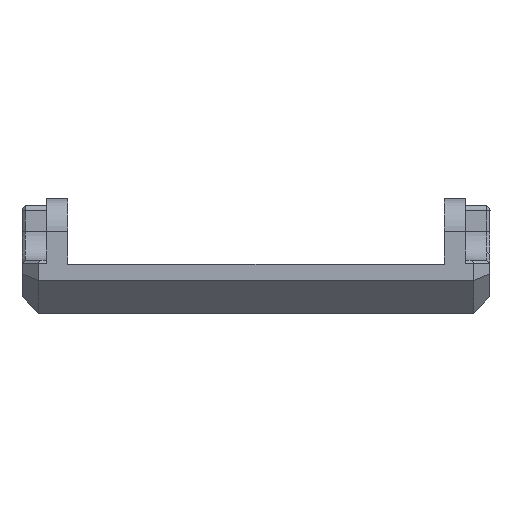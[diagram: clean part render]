
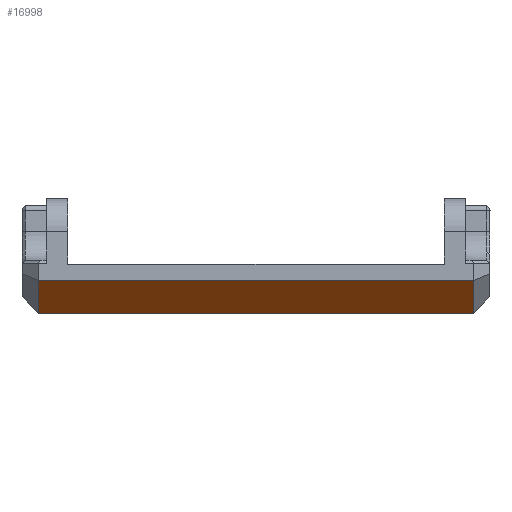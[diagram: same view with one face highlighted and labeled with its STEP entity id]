
A CAD part, front view. The second image highlights one B-rep face of the part: STEP entity #16998.
In plain terms, the highlighted planar face has unit normal (0, -0.707, -0.707).
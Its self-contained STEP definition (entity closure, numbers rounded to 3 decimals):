
#47 = LINE ( 'NONE', #12726, #6367 ) ;
#672 = AXIS2_PLACEMENT_3D ( 'NONE', #15745, #4923, #1804 ) ;
#1699 = FACE_OUTER_BOUND ( 'NONE', #7709, .T. ) ;
#1804 = DIRECTION ( 'NONE',  ( -1., 0., 0. ) ) ;
#2862 = EDGE_CURVE ( 'NONE', #19017, #6961, #18660, .T. ) ;
#3165 = CARTESIAN_POINT ( 'NONE',  ( 24.457, 82.016, 66.812 ) ) ;
#4113 = ORIENTED_EDGE ( 'NONE', *, *, #14263, .F. ) ;
#4148 = ORIENTED_EDGE ( 'NONE', *, *, #2862, .F. ) ;
#4402 = DIRECTION ( 'NONE',  ( 0., 0.707, -0.707 ) ) ;
#4609 = CARTESIAN_POINT ( 'NONE',  ( -2.143, 82.016, 66.812 ) ) ;
#4923 = DIRECTION ( 'NONE',  ( 0., -0.707, -0.707 ) ) ;
#5257 = CARTESIAN_POINT ( 'NONE',  ( 24.457, 84.016, 64.812 ) ) ;
#5842 = EDGE_CURVE ( 'NONE', #19017, #7036, #19603, .T. ) ;
#6367 = VECTOR ( 'NONE', #19084, 1000. ) ;
#6961 = VERTEX_POINT ( 'NONE', #12122 ) ;
#7036 = VERTEX_POINT ( 'NONE', #4609 ) ;
#7709 = EDGE_LOOP ( 'NONE', ( #4113, #4148, #17303, #9233 ) ) ;
#8458 = CARTESIAN_POINT ( 'NONE',  ( 24.457, 82.016, 66.812 ) ) ;
#9233 = ORIENTED_EDGE ( 'NONE', *, *, #18302, .F. ) ;
#10248 = LINE ( 'NONE', #5257, #14771 ) ;
#12122 = CARTESIAN_POINT ( 'NONE',  ( 24.457, 84.016, 64.812 ) ) ;
#12726 = CARTESIAN_POINT ( 'NONE',  ( -2.143, 84.016, 64.812 ) ) ;
#14263 = EDGE_CURVE ( 'NONE', #6961, #20436, #10248, .T. ) ;
#14771 = VECTOR ( 'NONE', #16386, 1000. ) ;
#14800 = DIRECTION ( 'NONE',  ( -1., 0., 0. ) ) ;
#15745 = CARTESIAN_POINT ( 'NONE',  ( 11.157, 83.016, 65.812 ) ) ;
#15804 = VECTOR ( 'NONE', #4402, 1000. ) ;
#16386 = DIRECTION ( 'NONE',  ( -1., 0., 0. ) ) ;
#16853 = CARTESIAN_POINT ( 'NONE',  ( -2.143, 84.016, 64.812 ) ) ;
#16998 = ADVANCED_FACE ( 'NONE', ( #1699 ), #17737, .T. ) ;
#17303 = ORIENTED_EDGE ( 'NONE', *, *, #5842, .T. ) ;
#17737 = PLANE ( 'NONE',  #672 ) ;
#18302 = EDGE_CURVE ( 'NONE', #20436, #7036, #47, .T. ) ;
#18660 = LINE ( 'NONE', #3165, #15804 ) ;
#19017 = VERTEX_POINT ( 'NONE', #20499 ) ;
#19084 = DIRECTION ( 'NONE',  ( 0., -0.707, 0.707 ) ) ;
#19603 = LINE ( 'NONE', #8458, #20007 ) ;
#20007 = VECTOR ( 'NONE', #14800, 1000. ) ;
#20436 = VERTEX_POINT ( 'NONE', #16853 ) ;
#20499 = CARTESIAN_POINT ( 'NONE',  ( 24.457, 82.016, 66.812 ) ) ;
